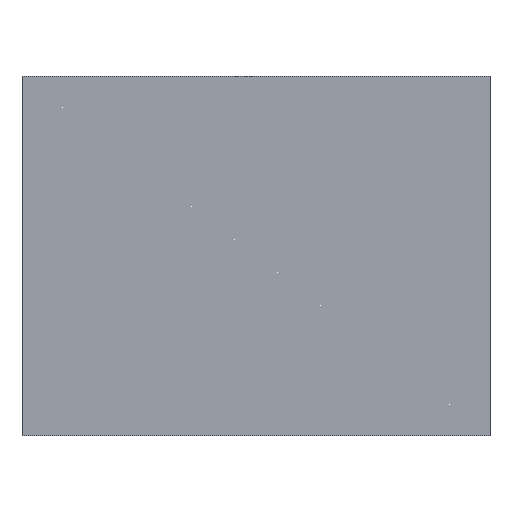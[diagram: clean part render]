
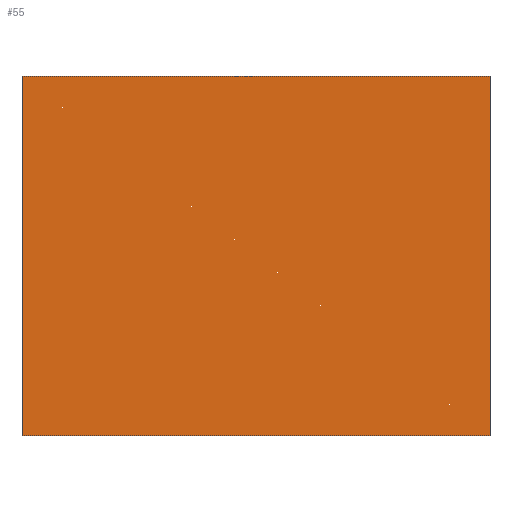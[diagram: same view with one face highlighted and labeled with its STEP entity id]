
A CAD part, front view. The second image highlights one B-rep face of the part: STEP entity #55.
In plain terms, the highlighted planar face has unit normal (0, -1, 0).
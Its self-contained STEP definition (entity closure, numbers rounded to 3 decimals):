
#3 = EDGE_CURVE ( 'NONE', #148, #96, #58, .T. ) ;
#7 = CARTESIAN_POINT ( 'NONE',  ( 430., 0., 0. ) ) ;
#12 = EDGE_LOOP ( 'NONE', ( #56, #121, #21, #125 ) ) ;
#13 = DIRECTION ( 'NONE',  ( 0., -1., 0. ) ) ;
#17 = DIRECTION ( 'NONE',  ( 0., 0., 1. ) ) ;
#21 = ORIENTED_EDGE ( 'NONE', *, *, #178, .F. ) ;
#33 = EDGE_CURVE ( 'NONE', #62, #137, #127, .T. ) ;
#42 = DIRECTION ( 'NONE',  ( 1., 0., 0. ) ) ;
#50 = CARTESIAN_POINT ( 'NONE',  ( 0., 0., -330. ) ) ;
#55 = ADVANCED_FACE ( 'NONE', ( #84 ), #183, .T. ) ;
#56 = ORIENTED_EDGE ( 'NONE', *, *, #181, .F. ) ;
#58 = LINE ( 'NONE', #155, #179 ) ;
#62 = VERTEX_POINT ( 'NONE', #170 ) ;
#63 = VECTOR ( 'NONE', #169, 1000. ) ;
#84 = FACE_OUTER_BOUND ( 'NONE', #12, .T. ) ;
#91 = LINE ( 'NONE', #172, #153 ) ;
#96 = VERTEX_POINT ( 'NONE', #118 ) ;
#104 = DIRECTION ( 'NONE',  ( 0., 0., -1. ) ) ;
#114 = DIRECTION ( 'NONE',  ( 0., 0., -1. ) ) ;
#118 = CARTESIAN_POINT ( 'NONE',  ( 430., 0., 0. ) ) ;
#121 = ORIENTED_EDGE ( 'NONE', *, *, #33, .F. ) ;
#125 = ORIENTED_EDGE ( 'NONE', *, *, #3, .F. ) ;
#127 = LINE ( 'NONE', #187, #63 ) ;
#133 = VECTOR ( 'NONE', #104, 1000. ) ;
#137 = VERTEX_POINT ( 'NONE', #50 ) ;
#142 = CARTESIAN_POINT ( 'NONE',  ( 0., 0., 0. ) ) ;
#145 = CARTESIAN_POINT ( 'NONE',  ( 0., 0., 0. ) ) ;
#148 = VERTEX_POINT ( 'NONE', #145 ) ;
#153 = VECTOR ( 'NONE', #17, 1000. ) ;
#155 = CARTESIAN_POINT ( 'NONE',  ( 0., 0., 0. ) ) ;
#158 = LINE ( 'NONE', #7, #133 ) ;
#161 = AXIS2_PLACEMENT_3D ( 'NONE', #142, #13, #114 ) ;
#169 = DIRECTION ( 'NONE',  ( -1., 0., 0. ) ) ;
#170 = CARTESIAN_POINT ( 'NONE',  ( 430., 0., -330. ) ) ;
#172 = CARTESIAN_POINT ( 'NONE',  ( 0., 0., 0. ) ) ;
#178 = EDGE_CURVE ( 'NONE', #96, #62, #158, .T. ) ;
#179 = VECTOR ( 'NONE', #42, 1000. ) ;
#181 = EDGE_CURVE ( 'NONE', #137, #148, #91, .T. ) ;
#183 = PLANE ( 'NONE',  #161 ) ;
#187 = CARTESIAN_POINT ( 'NONE',  ( 0., 0., -330. ) ) ;
